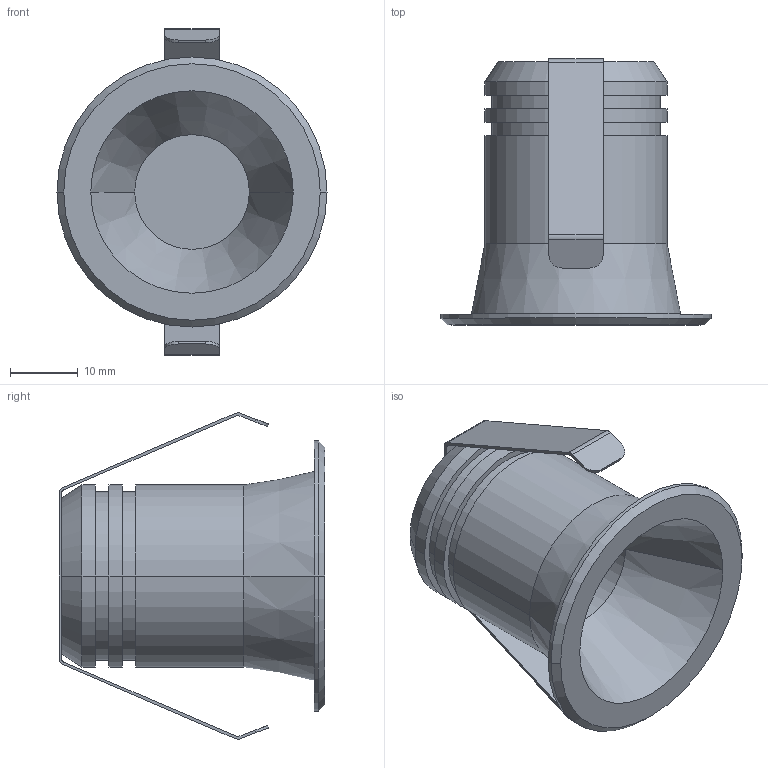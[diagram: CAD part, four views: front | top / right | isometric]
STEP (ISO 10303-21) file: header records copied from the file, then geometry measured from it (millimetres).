
FILE_DESCRIPTION((''),'2;1');
FILE_NAME('ASM0001_ASM','2020-05-27T14:11:39',('Administrator'),(''),'CREO PARAMETRIC BY PTC INC, 2019010','CREO PARAMETRIC BY PTC INC, 2019010','');
FILE_SCHEMA(('CONFIG_CONTROL_DESIGN','SHAPE_APPEARANCE_LAYERS_GROUPS'));
Length unit declared in the file: millimetre
Products named in the file (4): 010001C; 010001C000; 00; ASM0001_ASM
Assembly tree (3 placements, depth 2):
  ASM0001_ASM
    010001C
    010001C000
    00
Bounding box: 40 x 39.4 x 48.34 mm (x, y, z)
Volume: 16598.3 mm3; surface area: 9678.7 mm2
Topology: 3 solids, 3 shells, 56 faces, 130 edges, 84 vertices
Faces by surface type: cylinder 26, plane 22, cone 8
Entity records: 1779 total; most frequent: DIRECTION 316, CARTESIAN_POINT 277, ORIENTED_EDGE 260, EDGE_CURVE 130, AXIS2_PLACEMENT_3D 123, VERTEX_POINT 84, VECTOR 70, LINE 70
